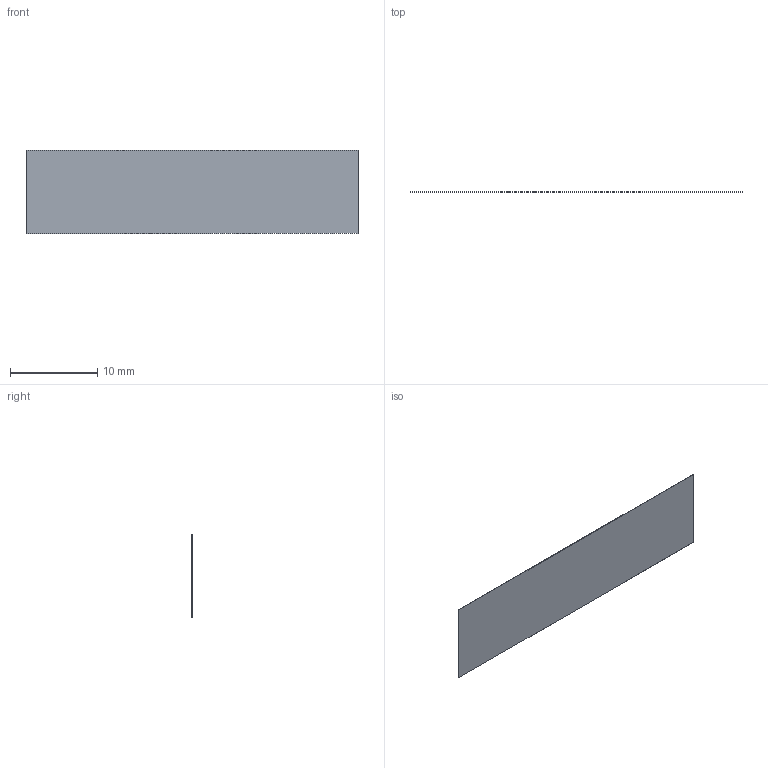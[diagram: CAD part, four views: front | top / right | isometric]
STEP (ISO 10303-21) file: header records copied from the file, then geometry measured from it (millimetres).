
FILE_DESCRIPTION((''),'2;1');
FILE_NAME('91320-001_IN_4102600','2018-09-14T',('dh4330'),(''),'CREO PARAMETRIC BY PTC INC, 2015200','CREO PARAMETRIC BY PTC INC, 2015200','');
FILE_SCHEMA(('CONFIG_CONTROL_DESIGN'));
Length unit declared in the file: inch
Products named in the file (1): 91320-001_IN_4102600
Bounding box: 38.1 x 0.05 x 9.53 mm (x, y, z)
Surface area: 730.6 mm2 (no closed solid volume)
Topology: 0 solids, 0 shells, 6 faces, 24 edges, 24 vertices
Faces by surface type: bspline 6
Entity records: 432 total; most frequent: CARTESIAN_POINT 60, COLOUR_RGB 38, DIRECTION 36, VECTOR 36, LINE 36, TRIMMED_CURVE 36, DEFINITIONAL_REPRESENTATION 24, PCURVE 24
